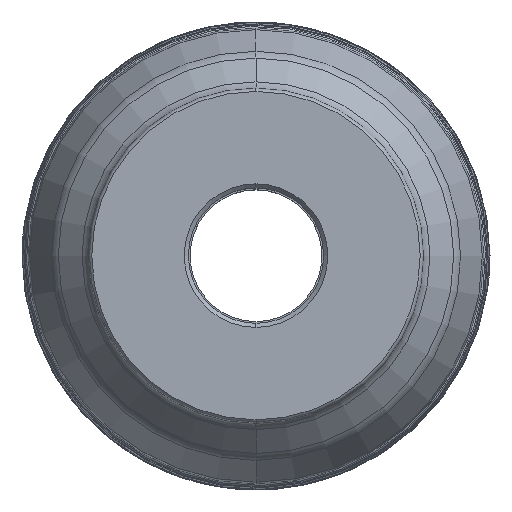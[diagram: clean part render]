
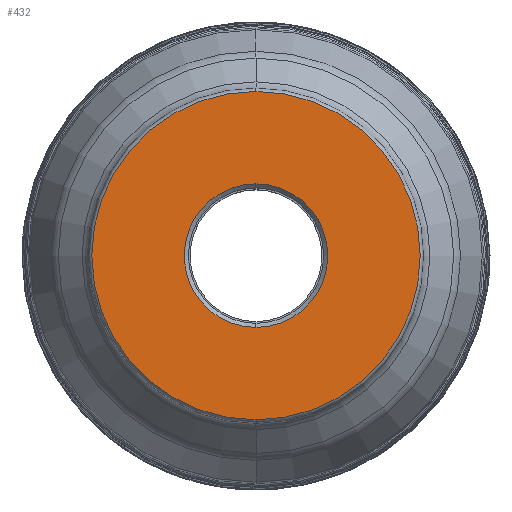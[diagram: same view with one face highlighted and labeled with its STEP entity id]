
A CAD part, top view. The second image highlights one B-rep face of the part: STEP entity #432.
In plain terms, the highlighted planar face has unit normal (0, 0, 1).
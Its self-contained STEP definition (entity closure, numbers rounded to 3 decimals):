
#156=PLANE('',#3686);
#166=FACE_BOUND('',#854,.T.);
#167=FACE_BOUND('',#855,.T.);
#432=ADVANCED_FACE('',(#166,#167),#156,.T.);
#854=EDGE_LOOP('',(#1572,#1573));
#855=EDGE_LOOP('',(#1574,#1575));
#1572=ORIENTED_EDGE('',*,*,#2270,.F.);
#1573=ORIENTED_EDGE('',*,*,#2271,.F.);
#1574=ORIENTED_EDGE('',*,*,#2269,.F.);
#1575=ORIENTED_EDGE('',*,*,#2267,.F.);
#1888=VERTEX_POINT('',#6821);
#1889=VERTEX_POINT('',#6823);
#1890=VERTEX_POINT('',#6829);
#1891=VERTEX_POINT('',#6830);
#2267=EDGE_CURVE('',#1888,#1889,#2754,.T.);
#2269=EDGE_CURVE('',#1889,#1888,#2755,.T.);
#2270=EDGE_CURVE('',#1890,#1891,#2756,.T.);
#2271=EDGE_CURVE('',#1891,#1890,#2757,.T.);
#2754=CIRCLE('',#3680,20.75);
#2755=CIRCLE('',#3682,20.75);
#2756=CIRCLE('',#3684,47.474);
#2757=CIRCLE('',#3685,47.474);
#3680=AXIS2_PLACEMENT_3D('',#6822,#4700,#4701);
#3682=AXIS2_PLACEMENT_3D('',#6826,#4705,#4706);
#3684=AXIS2_PLACEMENT_3D('',#6828,#4709,#4710);
#3685=AXIS2_PLACEMENT_3D('',#6831,#4711,#4712);
#3686=AXIS2_PLACEMENT_3D('',#6832,#4713,#4714);
#4700=DIRECTION('',(0.,0.,1.));
#4701=DIRECTION('',(0.,1.,0.));
#4705=DIRECTION('',(0.,0.,1.));
#4706=DIRECTION('',(0.,-1.,0.));
#4709=DIRECTION('',(0.,0.,-1.));
#4710=DIRECTION('',(0.,-1.,0.));
#4711=DIRECTION('',(0.,0.,-1.));
#4712=DIRECTION('',(0.,1.,0.));
#4713=DIRECTION('',(0.,0.,1.));
#4714=DIRECTION('',(0.,-1.,0.));
#6821=CARTESIAN_POINT('',(0.,20.75,0.));
#6822=CARTESIAN_POINT('',(0.,0.,0.));
#6823=CARTESIAN_POINT('',(0.,-20.75,0.));
#6826=CARTESIAN_POINT('',(0.,0.,0.));
#6828=CARTESIAN_POINT('',(0.,0.,0.));
#6829=CARTESIAN_POINT('',(0.008,-47.474,0.));
#6830=CARTESIAN_POINT('',(-0.008,47.474,0.));
#6831=CARTESIAN_POINT('',(0.,0.,0.));
#6832=CARTESIAN_POINT('',(0.,0.,0.));
